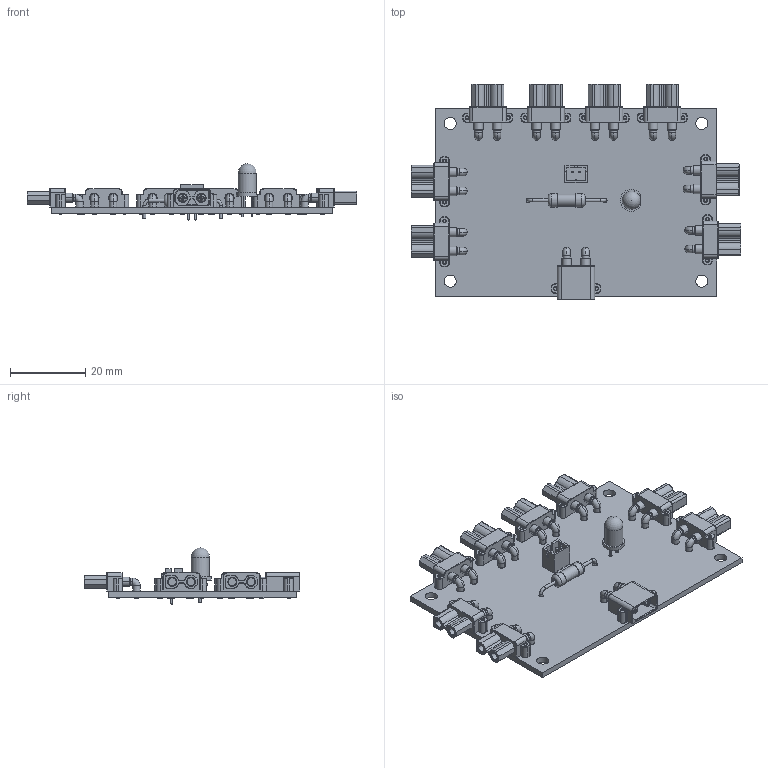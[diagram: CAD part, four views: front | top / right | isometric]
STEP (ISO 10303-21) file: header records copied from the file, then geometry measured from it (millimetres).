
FILE_DESCRIPTION(('KiCad electronic assembly'),'2;1');
FILE_NAME('main power board.step','2024-10-04T19:04:53',('Pcbnew'),( 'Kicad'),'Open CASCADE STEP processor 7.8','KiCad to STEP converter' ,'Unknown');
FILE_SCHEMA(('AUTOMOTIVE_DESIGN { 1 0 10303 214 1 1 1 1 }'));
Length unit declared in the file: millimetre
Products named in the file (12): main power board 1; XT30PW-F; R_Axial_DIN0411_L9.9mm_D3.6mm_P20.32mm_Horizontal; R_Axial_DIN0411_L99mm_D36mm_P2032mm_Horizontal; XT30PW-M; LED_D5.0mm; JST_PH_B2B-PH-K_1x02_P2.00mm_Vertical; JST_B2B_PH_K; main power board_PCB
Assembly tree (18 placements, depth 3):
  main power board 1
    XT30PW-F  x8
      XT30PW-F
    R_Axial_DIN0411_L9.9mm_D3.6mm_P20.32mm_Horizontal
      R_Axial_DIN0411_L99mm_D36mm_P2032mm_Horizontal
    XT30PW-M
      XT30PW-M
    LED_D5.0mm
      LED_D5.0mm
    JST_PH_B2B-PH-K_1x02_P2.00mm_Vertical
      JST_B2B_PH_K
    main power board_PCB
Bounding box: 87.8 x 57.35 x 15 mm (x, y, z)
Volume: 9526.2 mm3; surface area: 14621.4 mm2
Topology: 51 solids, 51 shells, 1769 faces, 4056 edges, 2459 vertices
Faces by surface type: cylinder 619, plane 601, cone 298, bspline 210, torus 40, sphere 1
Full cylindrical faces by diameter (mm): 0.75 x2, 0.8 x4, 0.9 x2, 1 x18, 1.2 x2, 1.7 x18, 3.2 x4, 3.24 x1, 3.6 x2, 4.9 x1
Entity records: 20641 total; most frequent: CARTESIAN_POINT 5083, DIRECTION 3052, ORIENTED_EDGE 2930, EDGE_CURVE 1465, AXIS2_PLACEMENT_3D 1122, VERTEX_POINT 905, LINE 808, VECTOR 808
